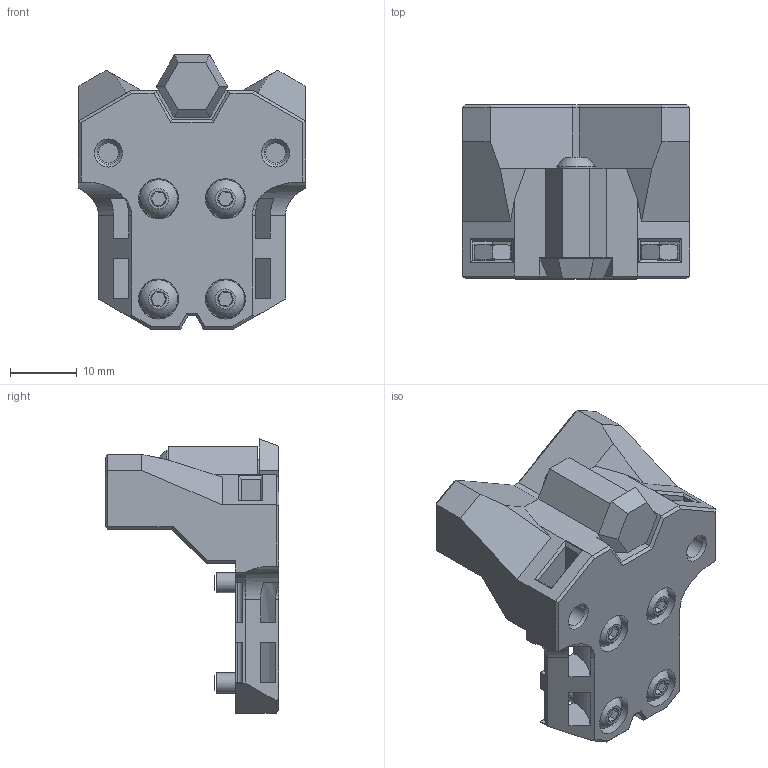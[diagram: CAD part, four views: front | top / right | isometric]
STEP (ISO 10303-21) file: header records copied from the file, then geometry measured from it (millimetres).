
FILE_DESCRIPTION(/* description */ (''),/* implementation_level */ '2;1');
FILE_NAME(/* name */ 'MGN9-C_X_Carriage.step',/* time_stamp */ '2023-01-24T19:18:18-05:00',/* author */ (''),/* organization */ (''),/* preprocessor_version */ 'ST-DEVELOPER v19.2',/* originating_system */ 'Autodesk Translation Framework v11.17.0.187',/* authorisation */ '');
FILE_SCHEMA (('AUTOMOTIVE_DESIGN { 1 0 10303 214 3 1 1 }'));
Length unit declared in the file: millimetre
Products named in the file (7): X Carriage - MGN9-C; x_carriage; Hardware; M3x8 BHCS v2; M3x16 BHCS v2; M3 Hex Nut v4; M3 Threaded Insert v3
Assembly tree (11 placements, depth 3):
  X Carriage - MGN9-C
    x_carriage
    Hardware
      M3x8 BHCS v2  x4
      M3x16 BHCS v2
      M3 Hex Nut v4  x2
      M3 Threaded Insert v3  x2
Bounding box: 34 x 26 x 41.02 mm (x, y, z)
Volume: 12118 mm3; surface area: 7226.4 mm2
Topology: 11 solids, 11 shells, 626 faces, 1602 edges, 1019 vertices
Faces by surface type: plane 278, bspline 158, cylinder 111, cone 74, sphere 5
Full cylindrical faces by diameter (mm): 2.9 x2, 3 x7, 3.4 x9, 4.2 x2, 4.25 x2, 4.6 x2, 4.7 x2, 5.7 x5, 6 x4
Entity records: 14971 total; most frequent: CARTESIAN_POINT 4873, ORIENTED_EDGE 2238, DIRECTION 1776, EDGE_CURVE 1119, VERTEX_POINT 713, AXIS2_PLACEMENT_3D 594, LINE 588, VECTOR 588
